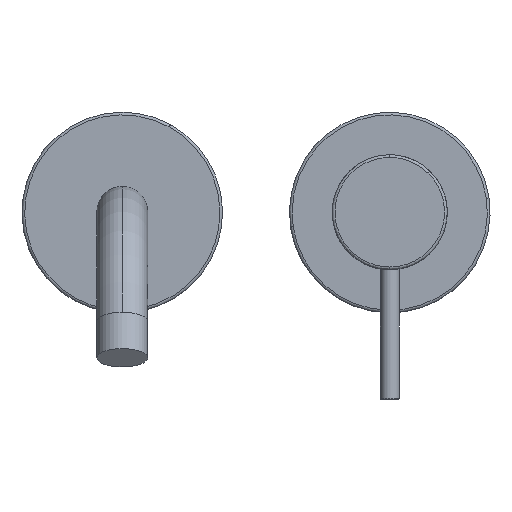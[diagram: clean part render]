
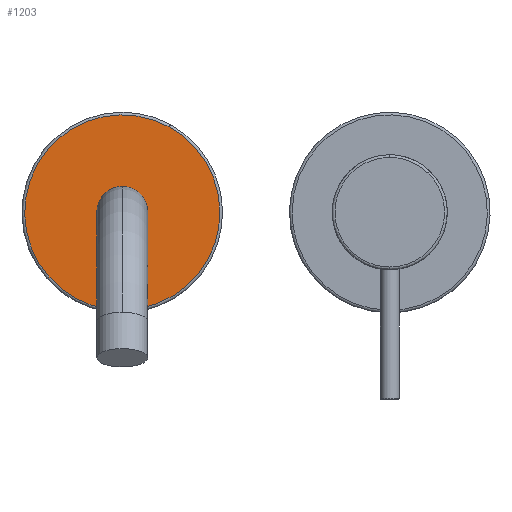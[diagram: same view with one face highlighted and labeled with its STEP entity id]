
A CAD part, top view. The second image highlights one B-rep face of the part: STEP entity #1203.
In plain terms, the highlighted planar face has unit normal (0, 0, 1).
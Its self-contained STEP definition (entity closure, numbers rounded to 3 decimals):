
#258 = DIRECTION ( 'NONE',  ( 0., 0., -1. ) ) ;
#368 = EDGE_CURVE ( 'NONE', #1657, #1137, #519, .T. ) ;
#519 = CIRCLE ( 'NONE', #1837, 36.5 ) ;
#584 = CARTESIAN_POINT ( 'NONE',  ( 0., -9.6, 8. ) ) ;
#597 = DIRECTION ( 'NONE',  ( 1., 0., 0. ) ) ;
#738 = DIRECTION ( 'NONE',  ( -1., 0., 0. ) ) ;
#740 = EDGE_LOOP ( 'NONE', ( #1884, #760 ) ) ;
#747 = AXIS2_PLACEMENT_3D ( 'NONE', #1362, #1494, #597 ) ;
#760 = ORIENTED_EDGE ( 'NONE', *, *, #963, .F. ) ;
#963 = EDGE_CURVE ( 'NONE', #1137, #1657, #1374, .T. ) ;
#1026 = DIRECTION ( 'NONE',  ( 1., 0., 0. ) ) ;
#1137 = VERTEX_POINT ( 'NONE', #1320 ) ;
#1203 = ADVANCED_FACE ( 'NONE', ( #1574 ), #1818, .F. ) ;
#1320 = CARTESIAN_POINT ( 'NONE',  ( -17.499, -32.032, 8. ) ) ;
#1362 = CARTESIAN_POINT ( 'NONE',  ( 0., 0., 8. ) ) ;
#1374 = CIRCLE ( 'NONE', #747, 36.5 ) ;
#1476 = DIRECTION ( 'NONE',  ( 0., 0., -1. ) ) ;
#1494 = DIRECTION ( 'NONE',  ( 0., 0., -1. ) ) ;
#1574 = FACE_OUTER_BOUND ( 'NONE', #740, .T. ) ;
#1625 = CARTESIAN_POINT ( 'NONE',  ( 17.499, 32.032, 8. ) ) ;
#1645 = CARTESIAN_POINT ( 'NONE',  ( 0., 0., 8. ) ) ;
#1657 = VERTEX_POINT ( 'NONE', #1625 ) ;
#1818 = PLANE ( 'NONE',  #1959 ) ;
#1837 = AXIS2_PLACEMENT_3D ( 'NONE', #1645, #258, #1026 ) ;
#1884 = ORIENTED_EDGE ( 'NONE', *, *, #368, .F. ) ;
#1959 = AXIS2_PLACEMENT_3D ( 'NONE', #584, #1476, #738 ) ;
